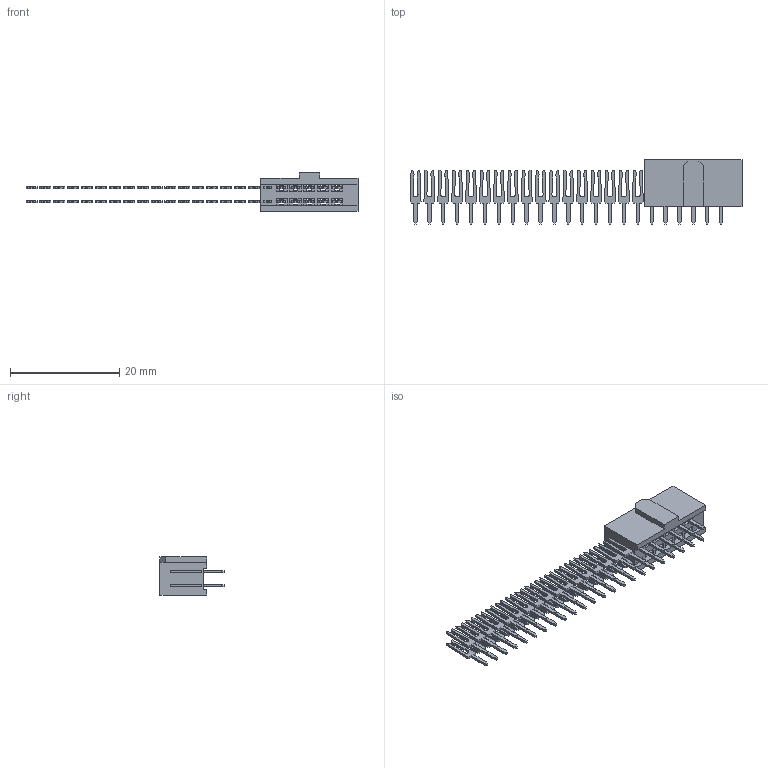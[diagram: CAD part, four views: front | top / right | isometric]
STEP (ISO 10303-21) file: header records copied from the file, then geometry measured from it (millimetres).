
FILE_DESCRIPTION (( 'STEP AP214' ), '1' );
FILE_NAME ('SFH11-PBPC-D05-ST-BK.STEP', '2023-04-26T08:21:46', ( '' ), ( '' ), 'SwSTEP 2.0', 'SolidWorks 2021', '' );
FILE_SCHEMA (( 'AUTOMOTIVE_DESIGN' ));
Length unit declared in the file: inch
Products named in the file (3): SFH11-PBPC-D05-ST-BK; SFH11-xC-Dx-ST-BK body_05; pin^SFH11-xC-Dx-ST-BK Ass
Assembly tree (47 placements, depth 2):
  SFH11-PBPC-D05-ST-BK
    SFH11-xC-Dx-ST-BK body_05
    pin^SFH11-xC-Dx-ST-BK Ass  x46
Bounding box: 60.7 x 11.71 x 7.01 mm (x, y, z)
Volume: 879.6 mm3; surface area: 2596.7 mm2
Topology: 47 solids, 47 shells, 1154 faces, 3180 edges, 2120 vertices
Faces by surface type: plane 878, cylinder 276
Entity records: 4375 total; most frequent: CARTESIAN_POINT 744, DIRECTION 695, ORIENTED_EDGE 690, EDGE_CURVE 345, VECTOR 333, LINE 333, VERTEX_POINT 230, AXIS2_PLACEMENT_3D 181
